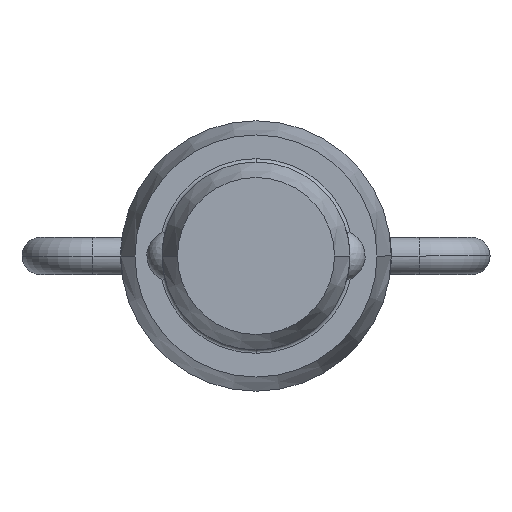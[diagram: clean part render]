
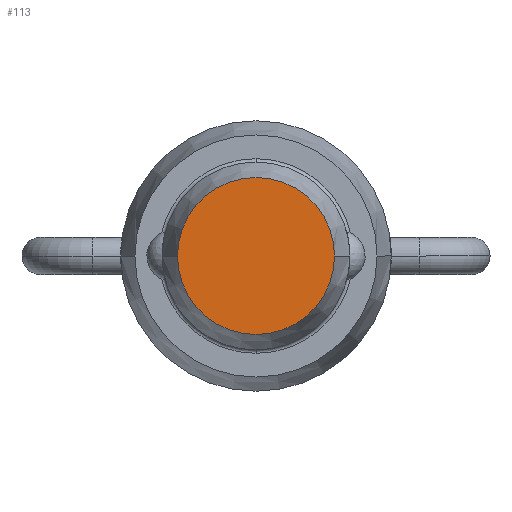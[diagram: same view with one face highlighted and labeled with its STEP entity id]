
A CAD part, front view. The second image highlights one B-rep face of the part: STEP entity #113.
In plain terms, the highlighted planar face has unit normal (0, -1, 0).
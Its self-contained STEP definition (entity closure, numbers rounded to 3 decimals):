
#113=ADVANCED_FACE('',(#237),#238,.T.);
#237=FACE_OUTER_BOUND('',#370,.T.);
#238=PLANE('',#371);
#370=EDGE_LOOP('',(#636,#637));
#371=AXIS2_PLACEMENT_3D('',#638,#639,#640);
#636=ORIENTED_EDGE('',*,*,#893,.T.);
#637=ORIENTED_EDGE('',*,*,#871,.T.);
#638=CARTESIAN_POINT('',(-2.778,-70.612,0.0));
#639=DIRECTION('',(0.,-1.0,0.0));
#640=DIRECTION('',(1.0,0.,0.0));
#871=EDGE_CURVE('',#1062,#1059,#1063,.T.);
#893=EDGE_CURVE('',#1059,#1062,#1093,.T.);
#1059=VERTEX_POINT('',#1405);
#1062=VERTEX_POINT('',#1409);
#1063=CIRCLE('',#1410,4.646);
#1093=CIRCLE('',#1441,4.646);
#1405=CARTESIAN_POINT('',(-4.646,-70.612,0.0));
#1409=CARTESIAN_POINT('',(4.646,-70.612,0.));
#1410=AXIS2_PLACEMENT_3D('',#1664,#1665,#1666);
#1441=AXIS2_PLACEMENT_3D('',#1710,#1711,#1712);
#1664=CARTESIAN_POINT('',(0.0,-70.612,0.0));
#1665=DIRECTION('',(0.,-1.0,0.0));
#1666=DIRECTION('',(-1.0,0.,0.0));
#1710=CARTESIAN_POINT('',(0.0,-70.612,0.0));
#1711=DIRECTION('',(0.,-1.0,0.0));
#1712=DIRECTION('',(-1.0,0.,0.0));
